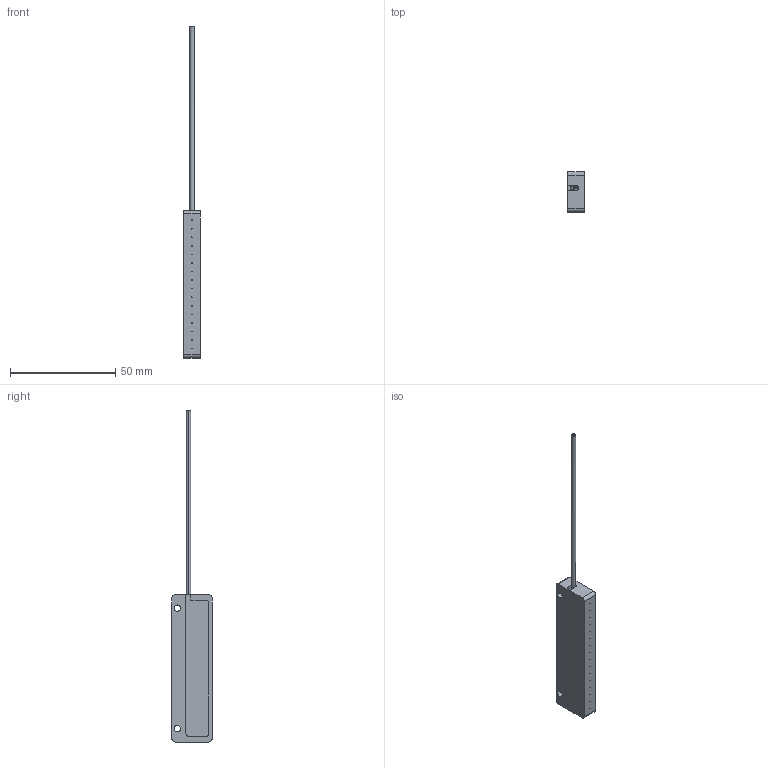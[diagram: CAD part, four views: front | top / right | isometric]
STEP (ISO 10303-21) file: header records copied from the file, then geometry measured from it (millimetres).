
FILE_DESCRIPTION((''),'2;1');
FILE_NAME('188747_ASM','2016-01-14T',('pdmadmin'),(''),'PRO/ENGINEER BY PARAMETRIC TECHNOLOGY CORPORATION, 2013230','PRO/ENGINEER BY PARAMETRIC TECHNOLOGY CORPORATION, 2013230','');
FILE_SCHEMA(('CONFIG_CONTROL_DESIGN'));
Length unit declared in the file: inch
Products named in the file (5): 110695; 10143; FIBER_CORE_010_0-25; 188747_POTTING; 188747_ASM
Assembly tree (19 placements, depth 2):
  188747_ASM
    110695
    10143
    FIBER_CORE_010_0-25  x16
    188747_POTTING
Bounding box: 7.62 x 19.05 x 157.51 mm (x, y, z)
Volume: 7430.2 mm3; surface area: 8545.4 mm2
Topology: 26 solids, 26 shells, 212 faces, 458 edges, 305 vertices
Faces by surface type: cylinder 115, plane 97
Entity records: 4858 total; most frequent: DIRECTION 900, CARTESIAN_POINT 812, ORIENTED_EDGE 736, EDGE_CURVE 368, AXIS2_PLACEMENT_3D 362, VERTEX_POINT 245, EDGE_LOOP 197, CIRCLE 186
